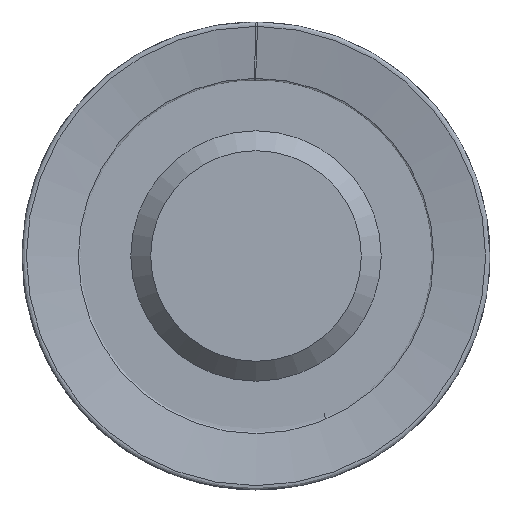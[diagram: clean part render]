
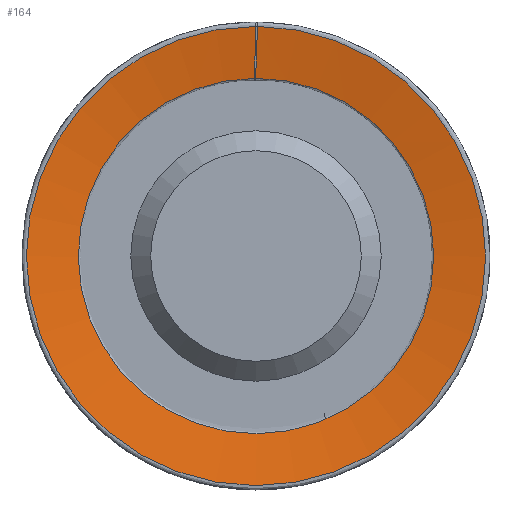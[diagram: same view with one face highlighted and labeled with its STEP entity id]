
A CAD part, left-side view. The second image highlights one B-rep face of the part: STEP entity #164.
In plain terms, the highlighted free-form (B-spline) face has degree [1, 3] with [2, 7] control points.
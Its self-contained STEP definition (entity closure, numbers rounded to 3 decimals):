
#42=(
BOUNDED_SURFACE()
B_SPLINE_SURFACE(1,3,((#866,#867,#868,#869,#870,#871,#872),(#873,#874,#875,
#876,#877,#878,#879)),.UNSPECIFIED.,.F.,.F.,.F.)
B_SPLINE_SURFACE_WITH_KNOTS((2,2),(4,3,4),(0.,1.),(0.,0.5,1.),
 .UNSPECIFIED.)
GEOMETRIC_REPRESENTATION_ITEM()
RATIONAL_B_SPLINE_SURFACE(((1.,0.335,0.335,1.,0.335,
0.335,1.),(1.,0.335,0.335,1.,0.335,
0.335,1.)))
REPRESENTATION_ITEM('')
SURFACE()
);
#70=LINE('',#858,#82);
#71=LINE('',#863,#83);
#82=VECTOR('',#704,1.);
#83=VECTOR('',#707,1.);
#117=FACE_OUTER_BOUND('',#232,.T.);
#164=ADVANCED_FACE('',(#117),#42,.F.);
#232=EDGE_LOOP('',(#288,#289,#290,#291));
#288=ORIENTED_EDGE('',*,*,#470,.F.);
#289=ORIENTED_EDGE('',*,*,#471,.F.);
#290=ORIENTED_EDGE('',*,*,#472,.F.);
#291=ORIENTED_EDGE('',*,*,#473,.T.);
#422=VERTEX_POINT('',#859);
#423=VERTEX_POINT('',#860);
#424=VERTEX_POINT('',#862);
#425=VERTEX_POINT('',#864);
#470=EDGE_CURVE('',#422,#423,#70,.T.);
#471=EDGE_CURVE('',#424,#422,#542,.T.);
#472=EDGE_CURVE('',#425,#424,#71,.T.);
#473=EDGE_CURVE('',#425,#423,#543,.T.);
#542=CIRCLE('',#608,49.063);
#543=CIRCLE('',#609,37.969);
#608=AXIS2_PLACEMENT_3D('',#861,#705,#706);
#609=AXIS2_PLACEMENT_3D('',#865,#708,#709);
#704=DIRECTION('',(0.174,0.028,-0.984));
#705=DIRECTION('',(1.,0.,0.));
#706=DIRECTION('',(0.,-0.007,1.));
#707=DIRECTION('',(-0.174,-0.035,0.984));
#708=DIRECTION('',(1.,0.,0.));
#709=DIRECTION('',(0.,0.002,1.));
#858=CARTESIAN_POINT('',(1.968,0.351,37.967));
#859=CARTESIAN_POINT('',(0.012,0.032,49.063));
#860=CARTESIAN_POINT('',(1.968,0.351,37.967));
#861=CARTESIAN_POINT('',(0.012,0.,0.));
#862=CARTESIAN_POINT('',(0.012,-0.319,49.062));
#863=CARTESIAN_POINT('',(1.968,0.079,37.969));
#864=CARTESIAN_POINT('',(1.968,0.079,37.969));
#865=CARTESIAN_POINT('',(1.968,0.,0.));
#866=CARTESIAN_POINT('',(1.968,0.079,37.969));
#867=CARTESIAN_POINT('',(1.968,-75.586,38.127));
#868=CARTESIAN_POINT('',(1.968,-75.88,-37.539));
#869=CARTESIAN_POINT('',(1.968,-0.215,-37.968));
#870=CARTESIAN_POINT('',(1.968,75.449,-38.397));
#871=CARTESIAN_POINT('',(1.968,76.014,37.267));
#872=CARTESIAN_POINT('',(1.968,0.351,37.967));
#873=CARTESIAN_POINT('',(0.012,-0.319,49.062));
#874=CARTESIAN_POINT('',(0.012,-98.092,48.425));
#875=CARTESIAN_POINT('',(0.012,-97.631,-49.348));
#876=CARTESIAN_POINT('',(0.012,0.143,-49.062));
#877=CARTESIAN_POINT('',(0.012,97.918,-48.776));
#878=CARTESIAN_POINT('',(0.012,97.807,48.998));
#879=CARTESIAN_POINT('',(0.012,0.032,49.063));
